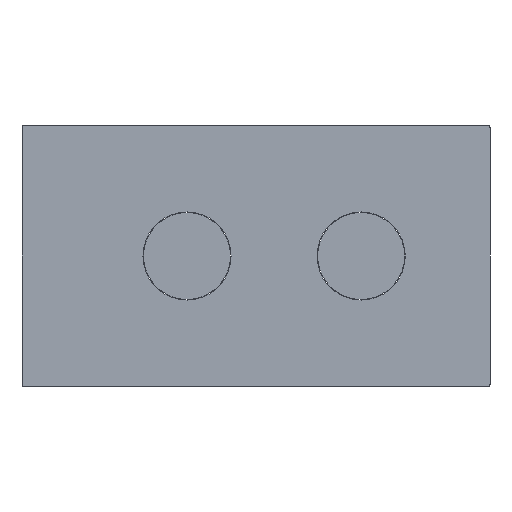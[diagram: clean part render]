
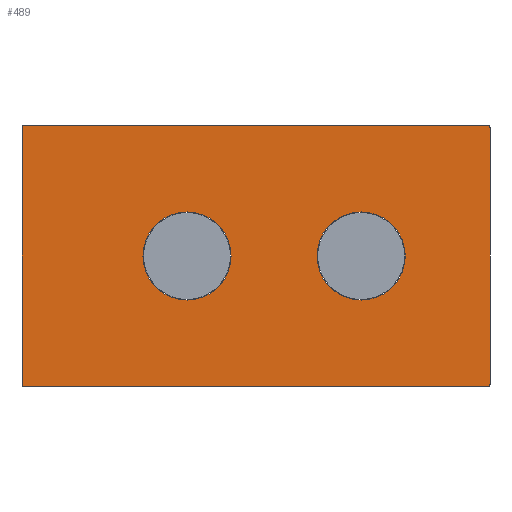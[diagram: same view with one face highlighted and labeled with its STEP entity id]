
A CAD part, left-side view. The second image highlights one B-rep face of the part: STEP entity #489.
In plain terms, the highlighted planar face has unit normal (-1, 0, 0).
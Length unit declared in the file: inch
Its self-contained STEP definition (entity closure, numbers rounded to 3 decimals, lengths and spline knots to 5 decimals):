
#90=CARTESIAN_POINT('',(0.,40.,0.));
#91=DIRECTION('',(-1.,0.,0.));
#92=DIRECTION('',(0.,0.,-1.));
#93=AXIS2_PLACEMENT_3D('',#90,#91,#92);
#95=CARTESIAN_POINT('',(0.,40.,0.));
#96=DIRECTION('',(-1.,0.,0.));
#97=DIRECTION('',(0.,0.,1.));
#98=AXIS2_PLACEMENT_3D('',#95,#96,#97);
#100=CARTESIAN_POINT('',(0.,-40.,0.));
#101=DIRECTION('',(-1.,0.,0.));
#102=DIRECTION('',(0.,0.,-1.));
#103=AXIS2_PLACEMENT_3D('',#100,#101,#102);
#105=CARTESIAN_POINT('',(0.,-40.,0.));
#106=DIRECTION('',(-1.,0.,0.));
#107=DIRECTION('',(0.,0.,1.));
#108=AXIS2_PLACEMENT_3D('',#105,#106,#107);
#110=CARTESIAN_POINT('',(0.,114.80188,59.));
#111=DIRECTION('',(-1.,0.,0.));
#112=DIRECTION('',(0.,0.,1.));
#113=AXIS2_PLACEMENT_3D('',#110,#111,#112);
#115=DIRECTION('',(0.,-1.,0.));
#116=VECTOR('',#115,213.);
#117=CARTESIAN_POINT('',(0.,114.80188,60.));
#118=LINE('',#117,#116);
#119=CARTESIAN_POINT('',(0.,-98.19812,59.));
#120=DIRECTION('',(-1.,0.,0.));
#121=DIRECTION('',(0.,-1.,0.));
#122=AXIS2_PLACEMENT_3D('',#119,#120,#121);
#124=DIRECTION('',(0.,0.,-1.));
#125=VECTOR('',#124,118.);
#126=CARTESIAN_POINT('',(0.,-99.19812,59.));
#127=LINE('',#126,#125);
#128=CARTESIAN_POINT('',(0.,-98.19812,-59.));
#129=DIRECTION('',(-1.,0.,0.));
#130=DIRECTION('',(0.,0.,-1.));
#131=AXIS2_PLACEMENT_3D('',#128,#129,#130);
#133=DIRECTION('',(0.,1.,0.));
#134=VECTOR('',#133,213.);
#135=CARTESIAN_POINT('',(0.,-98.19812,-60.));
#136=LINE('',#135,#134);
#137=CARTESIAN_POINT('',(0.,114.80188,-59.));
#138=DIRECTION('',(-1.,0.,0.));
#139=DIRECTION('',(0.,1.,0.));
#140=AXIS2_PLACEMENT_3D('',#137,#138,#139);
#142=DIRECTION('',(0.,0.,1.));
#143=VECTOR('',#142,118.);
#144=CARTESIAN_POINT('',(0.,115.80188,-59.));
#145=LINE('',#144,#143);
#277=CARTESIAN_POINT('',(0.,40.,-20.25));
#278=CARTESIAN_POINT('',(0.,40.,20.25));
#279=VERTEX_POINT('',#277);
#280=VERTEX_POINT('',#278);
#281=CARTESIAN_POINT('',(0.,-40.,-20.25));
#282=CARTESIAN_POINT('',(0.,-40.,20.25));
#283=VERTEX_POINT('',#281);
#284=VERTEX_POINT('',#282);
#301=CARTESIAN_POINT('',(0.,114.80188,60.));
#302=CARTESIAN_POINT('',(0.,115.80188,59.));
#303=VERTEX_POINT('',#301);
#304=VERTEX_POINT('',#302);
#305=CARTESIAN_POINT('',(0.,115.80188,-59.));
#306=CARTESIAN_POINT('',(0.,114.80188,-60.));
#307=VERTEX_POINT('',#305);
#308=VERTEX_POINT('',#306);
#309=CARTESIAN_POINT('',(0.,-99.19812,59.));
#310=CARTESIAN_POINT('',(0.,-98.19812,60.));
#311=VERTEX_POINT('',#309);
#312=VERTEX_POINT('',#310);
#313=CARTESIAN_POINT('',(0.,-98.19812,-60.));
#314=CARTESIAN_POINT('',(0.,-99.19812,-59.));
#315=VERTEX_POINT('',#313);
#316=VERTEX_POINT('',#314);
#456=CARTESIAN_POINT('',(0.,0.,0.));
#457=DIRECTION('',(1.,0.,0.));
#458=DIRECTION('',(0.,0.,-1.));
#459=AXIS2_PLACEMENT_3D('',#456,#457,#458);
#460=PLANE('',#459);
#462=ORIENTED_EDGE('',*,*,#461,.F.);
#464=ORIENTED_EDGE('',*,*,#463,.T.);
#466=ORIENTED_EDGE('',*,*,#465,.F.);
#468=ORIENTED_EDGE('',*,*,#467,.T.);
#470=ORIENTED_EDGE('',*,*,#469,.F.);
#472=ORIENTED_EDGE('',*,*,#471,.T.);
#474=ORIENTED_EDGE('',*,*,#473,.F.);
#476=ORIENTED_EDGE('',*,*,#475,.T.);
#477=EDGE_LOOP('',(#462,#464,#466,#468,#470,#472,#474,#476));
#478=FACE_OUTER_BOUND('',#477,.F.);
#479=ORIENTED_EDGE('',*,*,#436,.T.);
#480=ORIENTED_EDGE('',*,*,#450,.T.);
#481=EDGE_LOOP('',(#479,#480));
#482=FACE_BOUND('',#481,.F.);
#484=ORIENTED_EDGE('',*,*,#483,.T.);
#486=ORIENTED_EDGE('',*,*,#485,.T.);
#487=EDGE_LOOP('',(#484,#486));
#488=FACE_BOUND('',#487,.F.);
#489=ADVANCED_FACE('',(#478,#482,#488),#460,.F.);
#94=CIRCLE('',#93,20.25);
#99=CIRCLE('',#98,20.25);
#104=CIRCLE('',#103,20.25);
#109=CIRCLE('',#108,20.25);
#114=CIRCLE('',#113,1.);
#123=CIRCLE('',#122,1.);
#132=CIRCLE('',#131,1.);
#141=CIRCLE('',#140,1.);
#436=EDGE_CURVE('',#283,#284,#104,.T.);
#450=EDGE_CURVE('',#284,#283,#109,.T.);
#461=EDGE_CURVE('',#303,#304,#114,.T.);
#463=EDGE_CURVE('',#303,#312,#118,.T.);
#465=EDGE_CURVE('',#311,#312,#123,.T.);
#467=EDGE_CURVE('',#311,#316,#127,.T.);
#469=EDGE_CURVE('',#315,#316,#132,.T.);
#471=EDGE_CURVE('',#315,#308,#136,.T.);
#473=EDGE_CURVE('',#307,#308,#141,.T.);
#475=EDGE_CURVE('',#307,#304,#145,.T.);
#483=EDGE_CURVE('',#279,#280,#94,.T.);
#485=EDGE_CURVE('',#280,#279,#99,.T.);
